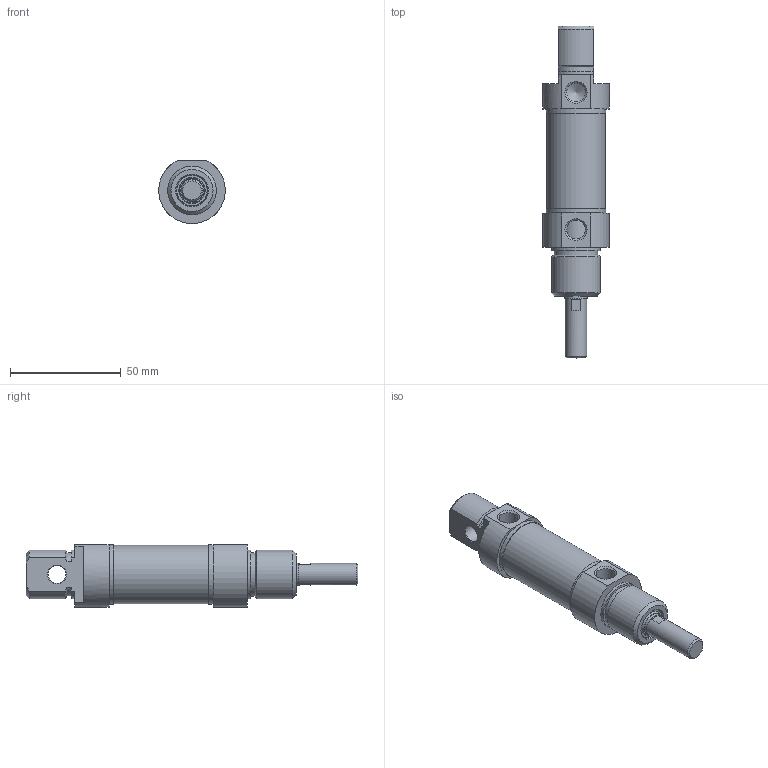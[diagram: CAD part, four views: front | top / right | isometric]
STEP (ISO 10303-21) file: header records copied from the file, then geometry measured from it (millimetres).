
FILE_DESCRIPTION(/* description */ (''),/* implementation_level */ '2;1');
FILE_NAME(/* name */ 'C-M-025-0010S.stp',/* time_stamp */ '2019-08-20T15:04:51+02:00',/* author */ (''),/* organization */ (''),/* preprocessor_version */ 'ST-DEVELOPER v15.2',/* originating_system */ 'Autodesk Translator Framework v2.0.0.5431',/* authorisation */ '');
FILE_SCHEMA (('AUTOMOTIVE_DESIGN { 1 0 10303 214 3 1 1 }'));
Length unit declared in the file: centimetre
Products named in the file (1): (Unsaved)
Bounding box: 30 x 150 x 28.45 mm (x, y, z)
Volume: 44500.9 mm3; surface area: 21093.8 mm2
Topology: 4 solids, 4 shells, 98 faces, 202 edges, 127 vertices
Faces by surface type: plane 38, cylinder 28, cone 24, torus 8
Full cylindrical faces by diameter (mm): 8 x2, 8.566 x2, 9.9 x1, 10 x1, 10.5 x1, 11.1 x1, 14 x1, 14.1 x1, 16.1 x1, 16.2 x1, 19.7 x1, 22 x2, 25 x1, 26.5 x1, 27 x2
Entity records: 2338 total; most frequent: DIRECTION 426, CARTESIAN_POINT 412, ORIENTED_EDGE 292, AXIS2_PLACEMENT_3D 190, EDGE_LOOP 164, EDGE_CURVE 146, VERTEX_POINT 118, FACE_OUTER_BOUND 98
